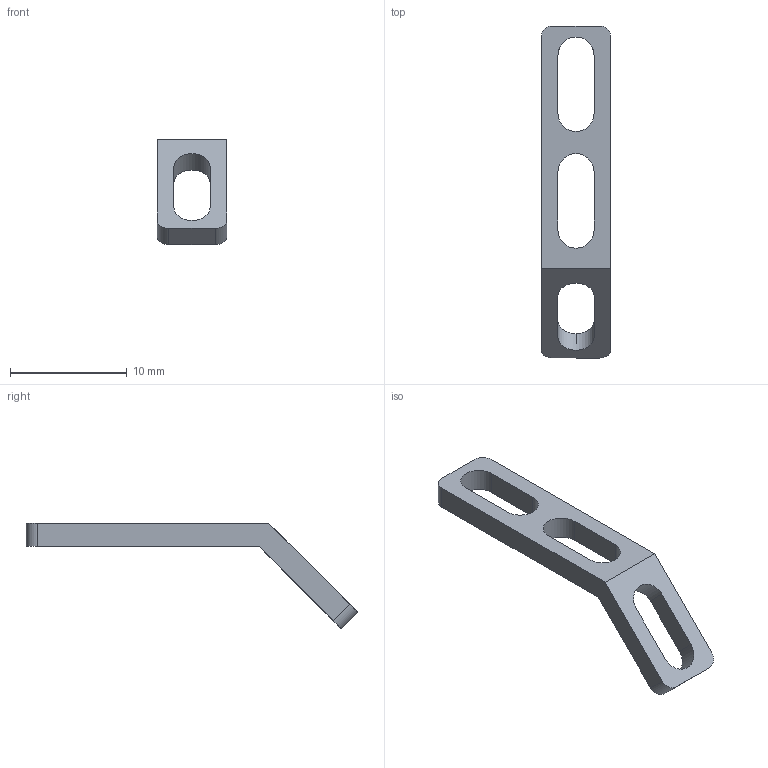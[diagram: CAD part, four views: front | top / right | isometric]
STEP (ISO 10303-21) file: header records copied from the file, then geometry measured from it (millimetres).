
FILE_DESCRIPTION (( 'STEP AP214' ), '1' );
FILE_NAME ('3-hole 45 bracket.STEP', '2021-06-04T11:22:46', ( '' ), ( '' ), 'SwSTEP 2.0', 'SolidWorks 2016', '' );
FILE_SCHEMA (( 'AUTOMOTIVE_DESIGN' ));
Length unit declared in the file: millimetre
Products named in the file (2): 3-hole 45 bracket
Bounding box: 6 x 28.46 x 9.06 mm (x, y, z)
Volume: 229.6 mm3; surface area: 491.8 mm2
Topology: 1 solids, 1 shells, 25 faces, 69 edges, 46 vertices
Faces by surface type: plane 14, cylinder 11
Entity records: 866 total; most frequent: DIRECTION 145, CARTESIAN_POINT 142, ORIENTED_EDGE 138, EDGE_CURVE 69, AXIS2_PLACEMENT_3D 49, VECTOR 47, LINE 47, VERTEX_POINT 46
